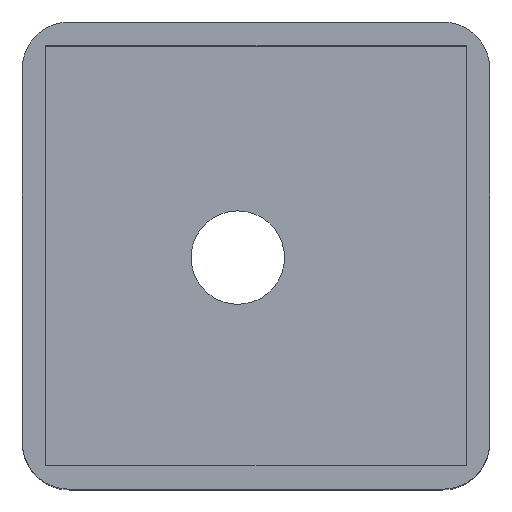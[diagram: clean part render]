
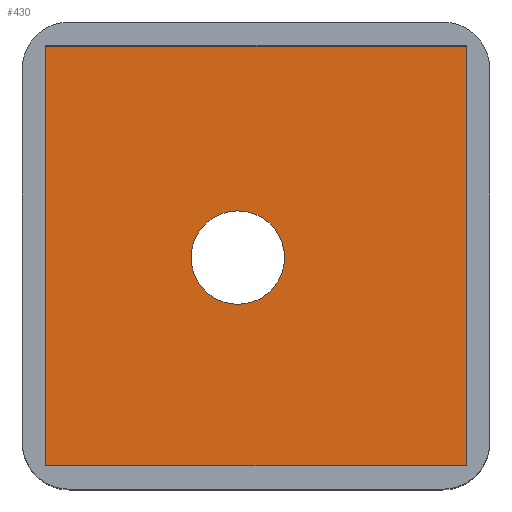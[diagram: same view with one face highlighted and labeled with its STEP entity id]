
A CAD part, top view. The second image highlights one B-rep face of the part: STEP entity #430.
In plain terms, the highlighted planar face has unit normal (0, 0, 1).
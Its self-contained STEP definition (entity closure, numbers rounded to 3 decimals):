
#97=CIRCLE('',#473,10.);
#155=ORIENTED_EDGE('',*,*,#246,.T.);
#156=ORIENTED_EDGE('',*,*,#247,.T.);
#157=ORIENTED_EDGE('',*,*,#244,.T.);
#158=ORIENTED_EDGE('',*,*,#242,.T.);
#159=ORIENTED_EDGE('',*,*,#240,.T.);
#240=EDGE_CURVE('',#286,#285,#315,.T.);
#242=EDGE_CURVE('',#287,#286,#317,.T.);
#244=EDGE_CURVE('',#288,#287,#319,.T.);
#246=EDGE_CURVE('',#289,#289,#97,.T.);
#247=EDGE_CURVE('',#285,#288,#321,.T.);
#285=VERTEX_POINT('',#729);
#286=VERTEX_POINT('',#731);
#287=VERTEX_POINT('',#735);
#288=VERTEX_POINT('',#739);
#289=VERTEX_POINT('',#743);
#315=LINE('',#730,#347);
#317=LINE('',#734,#349);
#319=LINE('',#738,#351);
#321=LINE('',#744,#353);
#347=VECTOR('',#567,1000.);
#349=VECTOR('',#571,1000.);
#351=VECTOR('',#575,1000.);
#353=VECTOR('',#581,1000.);
#365=EDGE_LOOP('',(#155));
#366=EDGE_LOOP('',(#156,#157,#158,#159));
#393=FACE_BOUND('',#365,.T.);
#394=FACE_BOUND('',#366,.T.);
#419=PLANE('',#472);
#430=ADVANCED_FACE('',(#393,#394),#419,.F.);
#472=AXIS2_PLACEMENT_3D('',#741,#577,#578);
#473=AXIS2_PLACEMENT_3D('',#742,#579,#580);
#567=DIRECTION('',(1.,0.,0.));
#571=DIRECTION('',(0.,-1.,0.));
#575=DIRECTION('',(-1.,0.,0.));
#577=DIRECTION('',(0.,0.,-1.));
#578=DIRECTION('',(-1.,0.,0.));
#579=DIRECTION('',(0.,0.,-1.));
#580=DIRECTION('',(-1.,0.,0.));
#581=DIRECTION('',(0.,1.,0.));
#729=CARTESIAN_POINT('',(95.,5.,5.));
#730=CARTESIAN_POINT('',(50.,5.,5.));
#731=CARTESIAN_POINT('',(5.,5.,5.));
#734=CARTESIAN_POINT('',(5.,50.,5.));
#735=CARTESIAN_POINT('',(5.,95.,5.));
#738=CARTESIAN_POINT('',(50.,95.,5.));
#739=CARTESIAN_POINT('',(95.,95.,5.));
#741=CARTESIAN_POINT('',(50.,50.,5.));
#742=CARTESIAN_POINT('',(46.106,49.749,5.));
#743=CARTESIAN_POINT('',(36.106,49.749,5.));
#744=CARTESIAN_POINT('',(95.,50.,5.));
